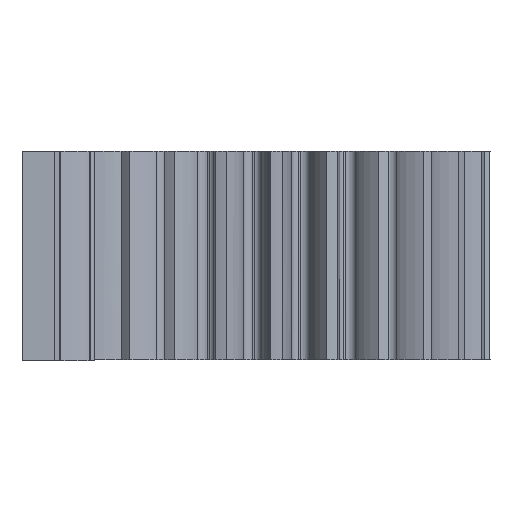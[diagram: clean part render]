
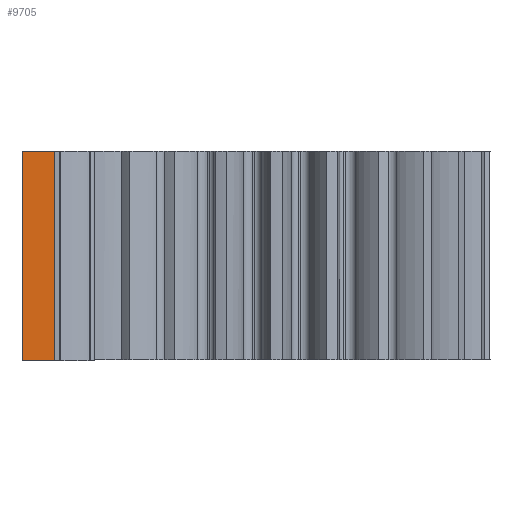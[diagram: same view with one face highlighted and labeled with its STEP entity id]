
A CAD part, left-side view. The second image highlights one B-rep face of the part: STEP entity #9705.
In plain terms, the highlighted planar face has unit normal (-1, 0, 0).
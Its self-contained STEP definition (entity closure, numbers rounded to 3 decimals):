
#495=PLANE('',#10547);
#985=FACE_OUTER_BOUND('',#1482,.T.);
#1482=EDGE_LOOP('',(#8370,#8371,#8372,#8373));
#2311=LINE('',#31902,#3146);
#2312=LINE('',#31905,#3147);
#2313=LINE('',#31907,#3148);
#2314=LINE('',#31908,#3149);
#3146=VECTOR('',#13018,10.);
#3147=VECTOR('',#13021,10.);
#3148=VECTOR('',#13022,10.);
#3149=VECTOR('',#13023,10.);
#4565=VERTEX_POINT('',#31898);
#4566=VERTEX_POINT('',#31900);
#4567=VERTEX_POINT('',#31904);
#4568=VERTEX_POINT('',#31906);
#6029=EDGE_CURVE('',#4565,#4566,#2311,.T.);
#6030=EDGE_CURVE('',#4567,#4565,#2312,.T.);
#6031=EDGE_CURVE('',#4568,#4566,#2313,.T.);
#6032=EDGE_CURVE('',#4567,#4568,#2314,.T.);
#8370=ORIENTED_EDGE('',*,*,#6030,.T.);
#8371=ORIENTED_EDGE('',*,*,#6029,.T.);
#8372=ORIENTED_EDGE('',*,*,#6031,.F.);
#8373=ORIENTED_EDGE('',*,*,#6032,.F.);
#9705=ADVANCED_FACE('',(#985),#495,.T.);
#10547=AXIS2_PLACEMENT_3D('',#31903,#13019,#13020);
#13018=DIRECTION('',(0.,0.,-1.));
#13019=DIRECTION('center_axis',(-1.,0.,0.));
#13020=DIRECTION('ref_axis',(0.,1.,0.));
#13021=DIRECTION('',(0.,1.,0.));
#13022=DIRECTION('',(0.,1.,0.));
#13023=DIRECTION('',(0.,0.,-1.));
#31898=CARTESIAN_POINT('',(-71.541,15.496,12.7));
#31900=CARTESIAN_POINT('',(-71.541,15.496,-0.05));
#31902=CARTESIAN_POINT('',(-71.541,15.496,12.7));
#31903=CARTESIAN_POINT('Origin',(-71.541,13.496,12.7));
#31904=CARTESIAN_POINT('',(-71.541,13.496,12.7));
#31905=CARTESIAN_POINT('',(-71.541,13.496,12.7));
#31906=CARTESIAN_POINT('',(-71.541,13.496,-0.05));
#31907=CARTESIAN_POINT('',(-71.541,13.496,-0.05));
#31908=CARTESIAN_POINT('',(-71.541,13.496,12.7));
